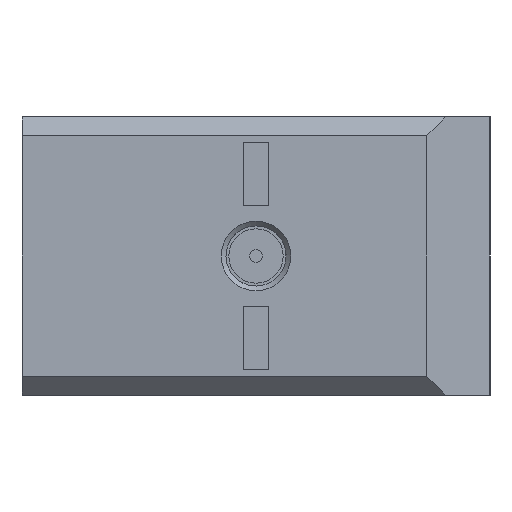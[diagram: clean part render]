
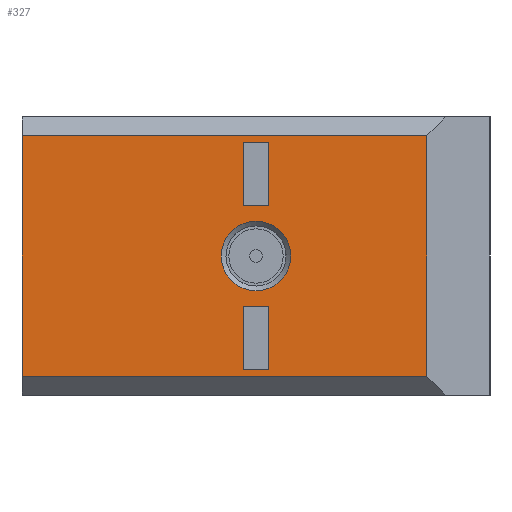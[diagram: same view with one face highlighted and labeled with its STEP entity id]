
A CAD part, left-side view. The second image highlights one B-rep face of the part: STEP entity #327.
In plain terms, the highlighted planar face has unit normal (-1, 0, 0).
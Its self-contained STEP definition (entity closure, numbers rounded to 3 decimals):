
#327=ADVANCED_FACE('',(#4824,#4826,#4828,#4830),#4832,.F.);
#4824=FACE_BOUND('',#4825,.T.);
#4825=EDGE_LOOP('',(#11705,#11706,#11707,#11708));
#4826=FACE_BOUND('',#4827,.T.);
#4827=EDGE_LOOP('',(#11709,#11710,#11711,#11712));
#4828=FACE_BOUND('',#4829,.T.);
#4829=EDGE_LOOP('',(#11713,#11714,#11715,#11716));
#4830=FACE_BOUND('',#4831,.T.);
#4831=EDGE_LOOP('',(#11717));
#4832=PLANE('',#4833);
#4833=AXIS2_PLACEMENT_3D('',#4834,#4835,#4836);
#4834=CARTESIAN_POINT('',(-9.4,-3.701,1.85));
#4835=DIRECTION('',(1.,0.,-0.));
#4836=DIRECTION('',(-0.,0.,-1.));
#11705=ORIENTED_EDGE('',*,*,#13894,.T.);
#11706=ORIENTED_EDGE('',*,*,#14212,.T.);
#11707=ORIENTED_EDGE('',*,*,#14213,.T.);
#11708=ORIENTED_EDGE('',*,*,#14214,.T.);
#11709=ORIENTED_EDGE('',*,*,#14215,.F.);
#11710=ORIENTED_EDGE('',*,*,#14216,.F.);
#11711=ORIENTED_EDGE('',*,*,#14217,.T.);
#11712=ORIENTED_EDGE('',*,*,#14218,.T.);
#11713=ORIENTED_EDGE('',*,*,#14219,.F.);
#11714=ORIENTED_EDGE('',*,*,#14220,.T.);
#11715=ORIENTED_EDGE('',*,*,#14221,.T.);
#11716=ORIENTED_EDGE('',*,*,#14222,.F.);
#11717=ORIENTED_EDGE('',*,*,#13846,.F.);
#13846=EDGE_CURVE('',#15139,#15139,#15140,.T.);
#13894=EDGE_CURVE('',#15228,#15226,#15229,.T.);
#14212=EDGE_CURVE('',#15226,#15862,#15863,.T.);
#14213=EDGE_CURVE('',#15862,#15864,#15865,.T.);
#14214=EDGE_CURVE('',#15864,#15228,#15866,.T.);
#14215=EDGE_CURVE('',#15867,#15868,#15869,.T.);
#14216=EDGE_CURVE('',#15870,#15867,#15871,.T.);
#14217=EDGE_CURVE('',#15870,#15872,#15873,.T.);
#14218=EDGE_CURVE('',#15872,#15868,#15874,.T.);
#14219=EDGE_CURVE('',#15875,#15876,#15877,.T.);
#14220=EDGE_CURVE('',#15875,#15878,#15879,.T.);
#14221=EDGE_CURVE('',#15878,#15880,#15881,.T.);
#14222=EDGE_CURVE('',#15876,#15880,#15882,.T.);
#15139=VERTEX_POINT('',#17526);
#15140=CIRCLE('',#17527,0.55);
#15226=VERTEX_POINT('',#17729);
#15228=VERTEX_POINT('',#17733);
#15229=LINE('',#17734,#17735);
#15862=VERTEX_POINT('',#22367);
#15863=LINE('',#22368,#22369);
#15864=VERTEX_POINT('',#22371);
#15865=LINE('',#22372,#22373);
#15866=LINE('',#22375,#22376);
#15867=VERTEX_POINT('',#22378);
#15868=VERTEX_POINT('',#22379);
#15869=LINE('',#22380,#22381);
#15870=VERTEX_POINT('',#22383);
#15871=LINE('',#22384,#22385);
#15872=VERTEX_POINT('',#22387);
#15873=LINE('',#22388,#22389);
#15874=LINE('',#22391,#22392);
#15875=VERTEX_POINT('',#22394);
#15876=VERTEX_POINT('',#22395);
#15877=LINE('',#22396,#22397);
#15878=VERTEX_POINT('',#22399);
#15879=LINE('',#22400,#22401);
#15880=VERTEX_POINT('',#22403);
#15881=LINE('',#22404,#22405);
#15882=LINE('',#22407,#22408);
#17526=CARTESIAN_POINT('',(-9.4,0.,0.6));
#17527=AXIS2_PLACEMENT_3D('',#17528,#17529,#17530);
#17528=CARTESIAN_POINT('',(-9.4,0.,0.05));
#17529=DIRECTION('',(-1.,-0.,0.));
#17530=DIRECTION('',(0.,0.,-1.));
#17729=CARTESIAN_POINT('',(-9.4,3.7,-1.85));
#17733=CARTESIAN_POINT('',(-9.4,3.7,1.95));
#17734=CARTESIAN_POINT('',(-9.4,3.7,1.95));
#17735=VECTOR('',#17736,1.);
#17736=DIRECTION('',(0.,0.,-1.));
#22367=CARTESIAN_POINT('',(-9.4,-2.7,-1.85));
#22368=CARTESIAN_POINT('',(-9.4,3.7,-1.85));
#22369=VECTOR('',#22370,1.);
#22370=DIRECTION('',(0.,-1.,0.));
#22371=CARTESIAN_POINT('',(-9.4,-2.7,1.95));
#22372=CARTESIAN_POINT('',(-9.4,-2.7,-1.85));
#22373=VECTOR('',#22374,1.);
#22374=DIRECTION('',(0.,0.,1.));
#22375=CARTESIAN_POINT('',(-9.4,-2.7,1.95));
#22376=VECTOR('',#22377,1.);
#22377=DIRECTION('',(0.,1.,0.));
#22378=CARTESIAN_POINT('',(-9.4,-0.2,1.85));
#22379=CARTESIAN_POINT('',(-9.4,0.2,1.85));
#22380=CARTESIAN_POINT('',(-9.4,-0.2,1.85));
#22381=VECTOR('',#22382,1.);
#22382=DIRECTION('',(0.,1.,0.));
#22383=CARTESIAN_POINT('',(-9.4,-0.2,0.85));
#22384=CARTESIAN_POINT('',(-9.4,-0.2,0.85));
#22385=VECTOR('',#22386,1.);
#22386=DIRECTION('',(0.,0.,1.));
#22387=CARTESIAN_POINT('',(-9.4,0.2,0.85));
#22388=CARTESIAN_POINT('',(-9.4,-0.2,0.85));
#22389=VECTOR('',#22390,1.);
#22390=DIRECTION('',(0.,1.,0.));
#22391=CARTESIAN_POINT('',(-9.4,0.2,0.85));
#22392=VECTOR('',#22393,1.);
#22393=DIRECTION('',(0.,0.,1.));
#22394=CARTESIAN_POINT('',(-9.4,-0.2,-1.75));
#22395=CARTESIAN_POINT('',(-9.4,-0.2,-0.75));
#22396=CARTESIAN_POINT('',(-9.4,-0.2,-1.75));
#22397=VECTOR('',#22398,1.);
#22398=DIRECTION('',(0.,0.,1.));
#22399=CARTESIAN_POINT('',(-9.4,0.2,-1.75));
#22400=CARTESIAN_POINT('',(-9.4,-0.2,-1.75));
#22401=VECTOR('',#22402,1.);
#22402=DIRECTION('',(0.,1.,0.));
#22403=CARTESIAN_POINT('',(-9.4,0.2,-0.75));
#22404=CARTESIAN_POINT('',(-9.4,0.2,-1.75));
#22405=VECTOR('',#22406,1.);
#22406=DIRECTION('',(0.,0.,1.));
#22407=CARTESIAN_POINT('',(-9.4,-0.2,-0.75));
#22408=VECTOR('',#22409,1.);
#22409=DIRECTION('',(0.,1.,0.));
